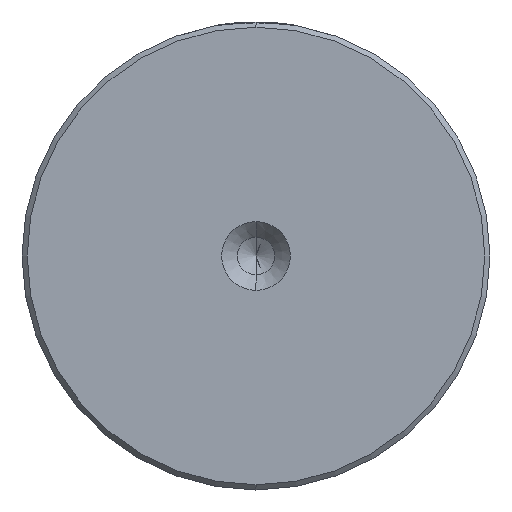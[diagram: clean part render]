
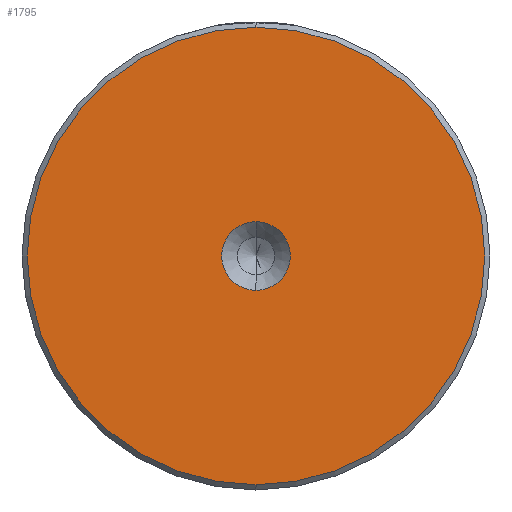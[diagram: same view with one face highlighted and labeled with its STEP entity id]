
A CAD part, left-side view. The second image highlights one B-rep face of the part: STEP entity #1795.
In plain terms, the highlighted planar face has unit normal (-1, 0, 0).
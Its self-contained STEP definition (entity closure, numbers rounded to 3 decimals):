
#34 = DIRECTION ( 'NONE',  ( -1., 0., 0. ) ) ;
#43 = ORIENTED_EDGE ( 'NONE', *, *, #2263, .T. ) ;
#143 = CARTESIAN_POINT ( 'NONE',  ( 0., 0., 0. ) ) ;
#204 = CIRCLE ( 'NONE', #2344, 22. ) ;
#251 = EDGE_CURVE ( 'NONE', #2475, #2094, #1673, .T. ) ;
#356 = AXIS2_PLACEMENT_3D ( 'NONE', #510, #2223, #1081 ) ;
#359 = DIRECTION ( 'NONE',  ( 0., 0., 1. ) ) ;
#510 = CARTESIAN_POINT ( 'NONE',  ( 0., 0., 0. ) ) ;
#597 = VERTEX_POINT ( 'NONE', #989 ) ;
#642 = CIRCLE ( 'NONE', #940, 3.3 ) ;
#652 = CARTESIAN_POINT ( 'NONE',  ( 0., 0., 0. ) ) ;
#669 = FACE_OUTER_BOUND ( 'NONE', #1990, .T. ) ;
#847 = DIRECTION ( 'NONE',  ( 0., 0., 1. ) ) ;
#866 = AXIS2_PLACEMENT_3D ( 'NONE', #1740, #1732, #1728 ) ;
#940 = AXIS2_PLACEMENT_3D ( 'NONE', #1215, #34, #1410 ) ;
#988 = EDGE_CURVE ( 'NONE', #2094, #2475, #642, .T. ) ;
#989 = CARTESIAN_POINT ( 'NONE',  ( 0., 0., 22. ) ) ;
#995 = AXIS2_PLACEMENT_3D ( 'NONE', #143, #1502, #359 ) ;
#1081 = DIRECTION ( 'NONE',  ( 0., 0., 1. ) ) ;
#1215 = CARTESIAN_POINT ( 'NONE',  ( 0., 0., 0. ) ) ;
#1410 = DIRECTION ( 'NONE',  ( 0., 0., 1. ) ) ;
#1502 = DIRECTION ( 'NONE',  ( -1., 0., 0. ) ) ;
#1514 = CIRCLE ( 'NONE', #995, 22. ) ;
#1523 = ORIENTED_EDGE ( 'NONE', *, *, #1899, .T. ) ;
#1549 = CARTESIAN_POINT ( 'NONE',  ( 0., 0., -3.3 ) ) ;
#1577 = CARTESIAN_POINT ( 'NONE',  ( 0., 0., -22. ) ) ;
#1673 = CIRCLE ( 'NONE', #866, 3.3 ) ;
#1728 = DIRECTION ( 'NONE',  ( 0., 0., 1. ) ) ;
#1732 = DIRECTION ( 'NONE',  ( -1., 0., 0. ) ) ;
#1740 = CARTESIAN_POINT ( 'NONE',  ( 0., 0., 0. ) ) ;
#1795 = ADVANCED_FACE ( 'NONE', ( #669, #2069 ), #2401, .T. ) ;
#1899 = EDGE_CURVE ( 'NONE', #597, #2162, #1514, .T. ) ;
#1979 = DIRECTION ( 'NONE',  ( -1., 0., 0. ) ) ;
#1990 = EDGE_LOOP ( 'NONE', ( #43, #1523 ) ) ;
#2024 = EDGE_LOOP ( 'NONE', ( #2407, #2145 ) ) ;
#2069 = FACE_BOUND ( 'NONE', #2024, .T. ) ;
#2094 = VERTEX_POINT ( 'NONE', #1549 ) ;
#2145 = ORIENTED_EDGE ( 'NONE', *, *, #988, .F. ) ;
#2162 = VERTEX_POINT ( 'NONE', #1577 ) ;
#2223 = DIRECTION ( 'NONE',  ( -1., 0., 0. ) ) ;
#2263 = EDGE_CURVE ( 'NONE', #2162, #597, #204, .T. ) ;
#2344 = AXIS2_PLACEMENT_3D ( 'NONE', #652, #1979, #847 ) ;
#2401 = PLANE ( 'NONE',  #356 ) ;
#2407 = ORIENTED_EDGE ( 'NONE', *, *, #251, .F. ) ;
#2430 = CARTESIAN_POINT ( 'NONE',  ( 0., 0., 3.3 ) ) ;
#2475 = VERTEX_POINT ( 'NONE', #2430 ) ;
